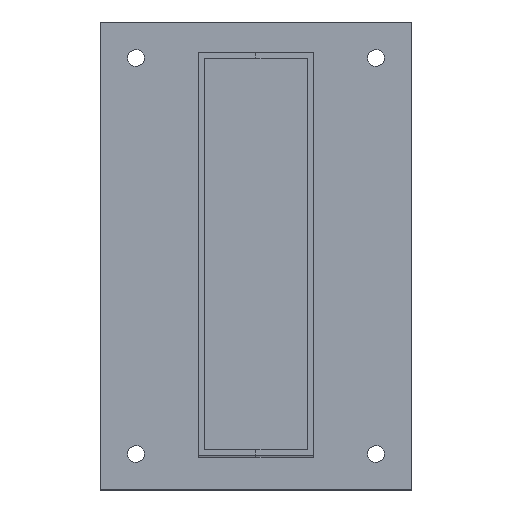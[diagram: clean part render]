
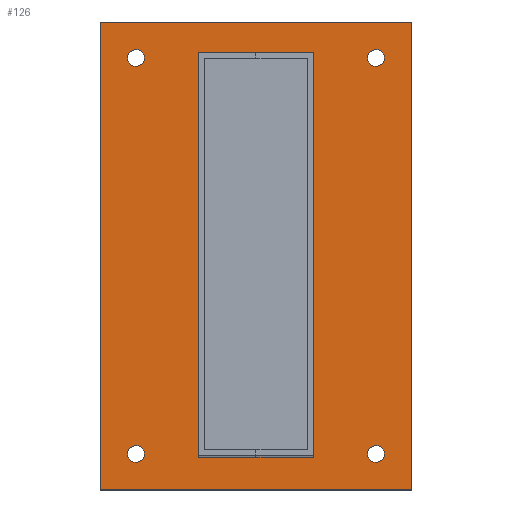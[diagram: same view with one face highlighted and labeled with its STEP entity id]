
A CAD part, top view. The second image highlights one B-rep face of the part: STEP entity #126.
In plain terms, the highlighted planar face has unit normal (0, 0, 1).
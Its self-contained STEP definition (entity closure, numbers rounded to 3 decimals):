
#49=(
BOUNDED_CURVE()
B_SPLINE_CURVE(2,(#1668,#1669,#1670,#1671,#1672,#1673,#1674),.UNSPECIFIED.,
.F.,.F.)
B_SPLINE_CURVE_WITH_KNOTS((3,2,2,3),(-162.832,-112.832,
-81.416,-50.),.UNSPECIFIED.)
CURVE()
GEOMETRIC_REPRESENTATION_ITEM()
RATIONAL_B_SPLINE_CURVE((1.,1.,1.,0.707,1.,0.707,
1.))
REPRESENTATION_ITEM($)
);
#50=(
BOUNDED_CURVE()
B_SPLINE_CURVE(2,(#1677,#1678,#1679,#1680,#1681),.UNSPECIFIED.,.F.,.F.)
B_SPLINE_CURVE_WITH_KNOTS((3,2,3),(-21.991,-16.493,-10.996),
.UNSPECIFIED.)
CURVE()
GEOMETRIC_REPRESENTATION_ITEM()
RATIONAL_B_SPLINE_CURVE((1.,0.707,1.,0.707,1.))
REPRESENTATION_ITEM($)
);
#51=(
BOUNDED_CURVE()
B_SPLINE_CURVE(2,(#1684,#1685,#1686,#1687,#1688),.UNSPECIFIED.,.F.,.F.)
B_SPLINE_CURVE_WITH_KNOTS((3,2,3),(-21.991,-16.493,-10.996),
.UNSPECIFIED.)
CURVE()
GEOMETRIC_REPRESENTATION_ITEM()
RATIONAL_B_SPLINE_CURVE((1.,0.707,1.,0.707,1.))
REPRESENTATION_ITEM($)
);
#52=(
BOUNDED_CURVE()
B_SPLINE_CURVE(2,(#1691,#1692,#1693,#1694,#1695),.UNSPECIFIED.,.F.,.F.)
B_SPLINE_CURVE_WITH_KNOTS((3,2,3),(-21.991,-16.493,-10.996),
.UNSPECIFIED.)
CURVE()
GEOMETRIC_REPRESENTATION_ITEM()
RATIONAL_B_SPLINE_CURVE((1.,0.707,1.,0.707,1.))
REPRESENTATION_ITEM($)
);
#53=(
BOUNDED_CURVE()
B_SPLINE_CURVE(2,(#1698,#1699,#1700,#1701,#1702),.UNSPECIFIED.,.F.,.F.)
B_SPLINE_CURVE_WITH_KNOTS((3,2,3),(-21.991,-16.493,-10.996),
.UNSPECIFIED.)
CURVE()
GEOMETRIC_REPRESENTATION_ITEM()
RATIONAL_B_SPLINE_CURVE((1.,0.707,1.,0.707,1.))
REPRESENTATION_ITEM($)
);
#55=(
BOUNDED_CURVE()
B_SPLINE_CURVE(2,(#1730,#1731,#1732,#1733,#1734,#1735,#1736),.UNSPECIFIED.,
.F.,.F.)
B_SPLINE_CURVE_WITH_KNOTS((3,2,2,3),(-50.,0.,31.416,62.832),
.UNSPECIFIED.)
CURVE()
GEOMETRIC_REPRESENTATION_ITEM()
RATIONAL_B_SPLINE_CURVE((1.,1.,1.,0.707,1.,0.707,
1.))
REPRESENTATION_ITEM($)
);
#57=(
BOUNDED_CURVE()
B_SPLINE_CURVE(2,(#1744,#1745,#1746,#1747,#1748),.UNSPECIFIED.,.F.,.F.)
B_SPLINE_CURVE_WITH_KNOTS((3,2,3),(-10.996,-5.498,0.),
.UNSPECIFIED.)
CURVE()
GEOMETRIC_REPRESENTATION_ITEM()
RATIONAL_B_SPLINE_CURVE((1.,0.707,1.,0.707,1.))
REPRESENTATION_ITEM($)
);
#59=(
BOUNDED_CURVE()
B_SPLINE_CURVE(2,(#1756,#1757,#1758,#1759,#1760),.UNSPECIFIED.,.F.,.F.)
B_SPLINE_CURVE_WITH_KNOTS((3,2,3),(-10.996,-5.498,0.),
.UNSPECIFIED.)
CURVE()
GEOMETRIC_REPRESENTATION_ITEM()
RATIONAL_B_SPLINE_CURVE((1.,0.707,1.,0.707,1.))
REPRESENTATION_ITEM($)
);
#61=(
BOUNDED_CURVE()
B_SPLINE_CURVE(2,(#1768,#1769,#1770,#1771,#1772),.UNSPECIFIED.,.F.,.F.)
B_SPLINE_CURVE_WITH_KNOTS((3,2,3),(-10.996,-5.498,0.),
.UNSPECIFIED.)
CURVE()
GEOMETRIC_REPRESENTATION_ITEM()
RATIONAL_B_SPLINE_CURVE((1.,0.707,1.,0.707,1.))
REPRESENTATION_ITEM($)
);
#63=(
BOUNDED_CURVE()
B_SPLINE_CURVE(2,(#1780,#1781,#1782,#1783,#1784),.UNSPECIFIED.,.F.,.F.)
B_SPLINE_CURVE_WITH_KNOTS((3,2,3),(-10.996,-5.498,0.),
.UNSPECIFIED.)
CURVE()
GEOMETRIC_REPRESENTATION_ITEM()
RATIONAL_B_SPLINE_CURVE((1.,0.707,1.,0.707,1.))
REPRESENTATION_ITEM($)
);
#76=FACE_BOUND($,#242,.T.);
#77=FACE_BOUND($,#243,.T.);
#78=FACE_BOUND($,#244,.T.);
#79=FACE_BOUND($,#245,.T.);
#80=FACE_BOUND($,#246,.T.);
#126=ADVANCED_FACE($,(#180,#76,#77,#78,#79,#80),#773,.T.);
#180=FACE_OUTER_BOUND($,#241,.T.);
#241=EDGE_LOOP($,(#461,#462,#463,#464));
#242=EDGE_LOOP($,(#465,#466));
#243=EDGE_LOOP($,(#467,#468));
#244=EDGE_LOOP($,(#469,#470));
#245=EDGE_LOOP($,(#471,#472));
#246=EDGE_LOOP($,(#473,#474));
#461=ORIENTED_EDGE($,*,*,#604,.T.);
#462=ORIENTED_EDGE($,*,*,#620,.T.);
#463=ORIENTED_EDGE($,*,*,#619,.T.);
#464=ORIENTED_EDGE($,*,*,#618,.T.);
#465=ORIENTED_EDGE($,*,*,#606,.T.);
#466=ORIENTED_EDGE($,*,*,#626,.T.);
#467=ORIENTED_EDGE($,*,*,#608,.T.);
#468=ORIENTED_EDGE($,*,*,#629,.T.);
#469=ORIENTED_EDGE($,*,*,#610,.T.);
#470=ORIENTED_EDGE($,*,*,#632,.T.);
#471=ORIENTED_EDGE($,*,*,#612,.T.);
#472=ORIENTED_EDGE($,*,*,#635,.T.);
#473=ORIENTED_EDGE($,*,*,#614,.T.);
#474=ORIENTED_EDGE($,*,*,#638,.T.);
#604=EDGE_CURVE($,#701,#712,#855,.T.);
#606=EDGE_CURVE($,#702,#714,#49,.T.);
#608=EDGE_CURVE($,#703,#716,#50,.T.);
#610=EDGE_CURVE($,#704,#718,#51,.T.);
#612=EDGE_CURVE($,#705,#720,#52,.T.);
#614=EDGE_CURVE($,#706,#722,#53,.T.);
#618=EDGE_CURVE($,#710,#701,#864,.T.);
#619=EDGE_CURVE($,#711,#710,#865,.T.);
#620=EDGE_CURVE($,#712,#711,#866,.T.);
#626=EDGE_CURVE($,#714,#702,#55,.T.);
#629=EDGE_CURVE($,#716,#703,#57,.T.);
#632=EDGE_CURVE($,#718,#704,#59,.T.);
#635=EDGE_CURVE($,#720,#705,#61,.T.);
#638=EDGE_CURVE($,#722,#706,#63,.T.);
#701=VERTEX_POINT($,#1905);
#702=VERTEX_POINT($,#1906);
#703=VERTEX_POINT($,#1907);
#704=VERTEX_POINT($,#1908);
#705=VERTEX_POINT($,#1909);
#706=VERTEX_POINT($,#1910);
#710=VERTEX_POINT($,#1914);
#711=VERTEX_POINT($,#1915);
#712=VERTEX_POINT($,#1916);
#714=VERTEX_POINT($,#1918);
#716=VERTEX_POINT($,#1920);
#718=VERTEX_POINT($,#1922);
#720=VERTEX_POINT($,#1924);
#722=VERTEX_POINT($,#1926);
#773=PLANE($,#987);
#855=B_SPLINE_CURVE_WITH_KNOTS($,1,(#1664,#1665),.UNSPECIFIED.,.F.,.F.,(2,
2),(0.,130.),.UNSPECIFIED.);
#864=B_SPLINE_CURVE_WITH_KNOTS($,1,(#1709,#1710),.UNSPECIFIED.,.F.,.F.,(2,
2),(455.,650.),.UNSPECIFIED.);
#865=B_SPLINE_CURVE_WITH_KNOTS($,1,(#1711,#1712),.UNSPECIFIED.,.F.,.F.,(2,
2),(325.,455.),.UNSPECIFIED.);
#866=B_SPLINE_CURVE_WITH_KNOTS($,1,(#1713,#1714),.UNSPECIFIED.,.F.,.F.,(2,
2),(130.,325.),.UNSPECIFIED.);
#987=AXIS2_PLACEMENT_3D($,#1841,#1020,$);
#1020=DIRECTION($,(0.,0.,1.));
#1664=CARTESIAN_POINT($,(-65.,-97.5,3.));
#1665=CARTESIAN_POINT($,(65.,-97.5,3.));
#1668=CARTESIAN_POINT($,(20.,25.,3.));
#1669=CARTESIAN_POINT($,(20.,0.,3.));
#1670=CARTESIAN_POINT($,(20.,-25.,3.));
#1671=CARTESIAN_POINT($,(20.,-45.,3.));
#1672=CARTESIAN_POINT($,(0.,-45.,3.));
#1673=CARTESIAN_POINT($,(-20.,-45.,3.));
#1674=CARTESIAN_POINT($,(-20.,-25.,3.));
#1677=CARTESIAN_POINT($,(-47.575,85.023,3.));
#1678=CARTESIAN_POINT($,(-45.051,82.598,3.));
#1679=CARTESIAN_POINT($,(-47.477,80.075,3.));
#1680=CARTESIAN_POINT($,(-49.902,77.551,3.));
#1681=CARTESIAN_POINT($,(-52.425,79.977,3.));
#1684=CARTESIAN_POINT($,(52.425,85.023,3.));
#1685=CARTESIAN_POINT($,(54.949,82.598,3.));
#1686=CARTESIAN_POINT($,(52.523,80.075,3.));
#1687=CARTESIAN_POINT($,(50.098,77.551,3.));
#1688=CARTESIAN_POINT($,(47.575,79.977,3.));
#1691=CARTESIAN_POINT($,(52.425,-79.977,3.));
#1692=CARTESIAN_POINT($,(54.949,-82.402,3.));
#1693=CARTESIAN_POINT($,(52.523,-84.925,3.));
#1694=CARTESIAN_POINT($,(50.098,-87.449,3.));
#1695=CARTESIAN_POINT($,(47.575,-85.023,3.));
#1698=CARTESIAN_POINT($,(-47.575,-79.977,3.));
#1699=CARTESIAN_POINT($,(-45.051,-82.402,3.));
#1700=CARTESIAN_POINT($,(-47.477,-84.925,3.));
#1701=CARTESIAN_POINT($,(-49.902,-87.449,3.));
#1702=CARTESIAN_POINT($,(-52.425,-85.023,3.));
#1709=CARTESIAN_POINT($,(-65.,97.5,3.));
#1710=CARTESIAN_POINT($,(-65.,-97.5,3.));
#1711=CARTESIAN_POINT($,(65.,97.5,3.));
#1712=CARTESIAN_POINT($,(-65.,97.5,3.));
#1713=CARTESIAN_POINT($,(65.,-97.5,3.));
#1714=CARTESIAN_POINT($,(65.,97.5,3.));
#1730=CARTESIAN_POINT($,(-20.,-25.,3.));
#1731=CARTESIAN_POINT($,(-20.,0.,3.));
#1732=CARTESIAN_POINT($,(-20.,25.,3.));
#1733=CARTESIAN_POINT($,(-20.,45.,3.));
#1734=CARTESIAN_POINT($,(0.,45.,3.));
#1735=CARTESIAN_POINT($,(20.,45.,3.));
#1736=CARTESIAN_POINT($,(20.,25.,3.));
#1744=CARTESIAN_POINT($,(-52.425,79.977,3.));
#1745=CARTESIAN_POINT($,(-54.949,82.402,3.));
#1746=CARTESIAN_POINT($,(-52.523,84.925,3.));
#1747=CARTESIAN_POINT($,(-50.098,87.449,3.));
#1748=CARTESIAN_POINT($,(-47.575,85.023,3.));
#1756=CARTESIAN_POINT($,(47.575,79.977,3.));
#1757=CARTESIAN_POINT($,(45.051,82.402,3.));
#1758=CARTESIAN_POINT($,(47.477,84.925,3.));
#1759=CARTESIAN_POINT($,(49.902,87.449,3.));
#1760=CARTESIAN_POINT($,(52.425,85.023,3.));
#1768=CARTESIAN_POINT($,(47.575,-85.023,3.));
#1769=CARTESIAN_POINT($,(45.051,-82.598,3.));
#1770=CARTESIAN_POINT($,(47.477,-80.075,3.));
#1771=CARTESIAN_POINT($,(49.902,-77.551,3.));
#1772=CARTESIAN_POINT($,(52.425,-79.977,3.));
#1780=CARTESIAN_POINT($,(-52.425,-85.023,3.));
#1781=CARTESIAN_POINT($,(-54.949,-82.598,3.));
#1782=CARTESIAN_POINT($,(-52.523,-80.075,3.));
#1783=CARTESIAN_POINT($,(-50.098,-77.551,3.));
#1784=CARTESIAN_POINT($,(-47.575,-79.977,3.));
#1841=CARTESIAN_POINT($,(-65.,-97.5,3.));
#1905=CARTESIAN_POINT($,(-65.,-97.5,3.));
#1906=CARTESIAN_POINT($,(20.,25.,3.));
#1907=CARTESIAN_POINT($,(-47.575,85.023,3.));
#1908=CARTESIAN_POINT($,(52.425,85.023,3.));
#1909=CARTESIAN_POINT($,(52.425,-79.977,3.));
#1910=CARTESIAN_POINT($,(-47.575,-79.977,3.));
#1914=CARTESIAN_POINT($,(-65.,97.5,3.));
#1915=CARTESIAN_POINT($,(65.,97.5,3.));
#1916=CARTESIAN_POINT($,(65.,-97.5,3.));
#1918=CARTESIAN_POINT($,(-20.,-25.,3.));
#1920=CARTESIAN_POINT($,(-52.425,79.977,3.));
#1922=CARTESIAN_POINT($,(47.575,79.977,3.));
#1924=CARTESIAN_POINT($,(47.575,-85.023,3.));
#1926=CARTESIAN_POINT($,(-52.425,-85.023,3.));
